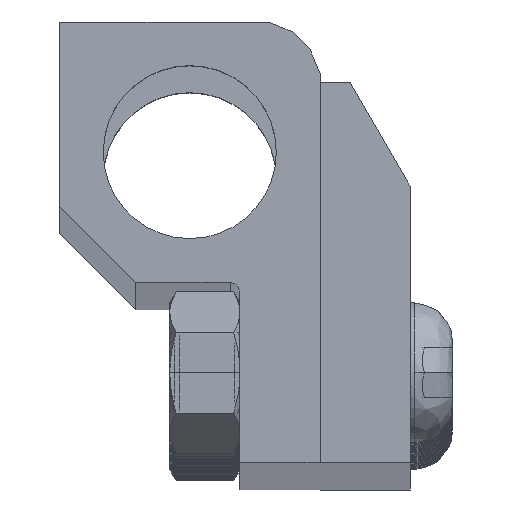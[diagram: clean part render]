
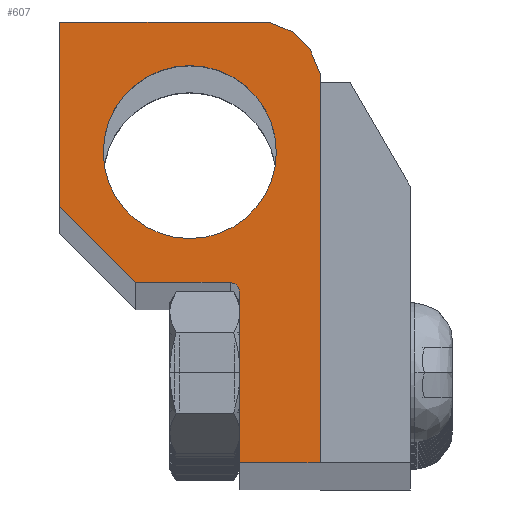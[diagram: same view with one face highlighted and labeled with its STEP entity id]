
A CAD part, top view. The second image highlights one B-rep face of the part: STEP entity #607.
In plain terms, the highlighted planar face has unit normal (0, 0, 1).
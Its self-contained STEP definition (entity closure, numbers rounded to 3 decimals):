
#607=ADVANCED_FACE('',(#2183,#2184),#2185,.F.);
#2183=FACE_OUTER_BOUND('',#7631,.T.);
#2184=FACE_BOUND('',#7632,.T.);
#2185=PLANE('',#7633);
#7631=EDGE_LOOP('',(#14689,#14690,#14691,#14692,#14693,#14694,#14695,#14696,#14697,#14698,#14699));
#7632=EDGE_LOOP('',(#14700,#14701));
#7633=AXIS2_PLACEMENT_3D('',#14702,#14703,#14704);
#14689=ORIENTED_EDGE('',*,*,#23907,.F.);
#14690=ORIENTED_EDGE('',*,*,#23877,.F.);
#14691=ORIENTED_EDGE('',*,*,#23881,.F.);
#14692=ORIENTED_EDGE('',*,*,#23884,.F.);
#14693=ORIENTED_EDGE('',*,*,#23887,.F.);
#14694=ORIENTED_EDGE('',*,*,#23890,.F.);
#14695=ORIENTED_EDGE('',*,*,#23893,.F.);
#14696=ORIENTED_EDGE('',*,*,#23896,.F.);
#14697=ORIENTED_EDGE('',*,*,#23899,.F.);
#14698=ORIENTED_EDGE('',*,*,#23902,.F.);
#14699=ORIENTED_EDGE('',*,*,#23905,.F.);
#14700=ORIENTED_EDGE('',*,*,#23824,.T.);
#14701=ORIENTED_EDGE('',*,*,#23812,.T.);
#14702=CARTESIAN_POINT('',(93.956,417.389,417.853));
#14703=DIRECTION('',(0.0,0.0,-1.0));
#14704=DIRECTION('',(0.0,-1.0,0.0));
#23812=EDGE_CURVE('',#27111,#27108,#27112,.T.);
#23824=EDGE_CURVE('',#27108,#27111,#27131,.T.);
#23877=EDGE_CURVE('',#27185,#27187,#27188,.T.);
#23881=EDGE_CURVE('',#27192,#27185,#27194,.T.);
#23884=EDGE_CURVE('',#27197,#27192,#27199,.T.);
#23887=EDGE_CURVE('',#27202,#27197,#27204,.T.);
#23890=EDGE_CURVE('',#27207,#27202,#27209,.T.);
#23893=EDGE_CURVE('',#27212,#27207,#27214,.T.);
#23896=EDGE_CURVE('',#27217,#27212,#27219,.T.);
#23899=EDGE_CURVE('',#27222,#27217,#27224,.T.);
#23902=EDGE_CURVE('',#27227,#27222,#27229,.T.);
#23905=EDGE_CURVE('',#27232,#27227,#27234,.T.);
#23907=EDGE_CURVE('',#27187,#27232,#27236,.T.);
#27108=VERTEX_POINT('',#32202);
#27111=VERTEX_POINT('',#32206);
#27112=CIRCLE('',#32207,6.858);
#27131=CIRCLE('',#32231,6.858);
#27185=VERTEX_POINT('',#32286);
#27187=VERTEX_POINT('',#32289);
#27188=LINE('',#32290,#32291);
#27192=VERTEX_POINT('',#32297);
#27194=LINE('',#32300,#32301);
#27197=VERTEX_POINT('',#32304);
#27199=CIRCLE('',#32307,0.787);
#27202=VERTEX_POINT('',#32311);
#27204=LINE('',#32314,#32315);
#27207=VERTEX_POINT('',#32319);
#27209=LINE('',#32322,#32323);
#27212=VERTEX_POINT('',#32327);
#27214=LINE('',#32330,#32331);
#27217=VERTEX_POINT('',#32335);
#27219=LINE('',#32338,#32339);
#27222=VERTEX_POINT('',#32343);
#27224=LINE('',#32346,#32347);
#27227=VERTEX_POINT('',#32351);
#27229=LINE('',#32354,#32355);
#27232=VERTEX_POINT('',#32359);
#27234=LINE('',#32362,#32363);
#27236=LINE('',#32366,#32367);
#32202=CARTESIAN_POINT('',(84.965,422.772,417.853));
#32206=CARTESIAN_POINT('',(98.681,422.772,417.853));
#32207=AXIS2_PLACEMENT_3D('',#45858,#45859,#45860);
#32231=AXIS2_PLACEMENT_3D('',#45879,#45880,#45881);
#32286=CARTESIAN_POINT('',(87.557,412.447,417.853));
#32289=CARTESIAN_POINT('',(81.511,418.493,417.853));
#32290=CARTESIAN_POINT('',(87.557,412.447,417.853));
#32291=VECTOR('',#46034,8.551);
#32297=CARTESIAN_POINT('',(95.016,412.447,417.853));
#32300=CARTESIAN_POINT('',(95.016,412.447,417.853));
#32301=VECTOR('',#46038,7.459);
#32304=CARTESIAN_POINT('',(95.803,411.66,417.853));
#32307=AXIS2_PLACEMENT_3D('',#46043,#46044,#46045);
#32311=CARTESIAN_POINT('',(95.803,398.16,417.853));
#32314=CARTESIAN_POINT('',(95.803,398.16,417.853));
#32315=VECTOR('',#46048,13.5);
#32319=CARTESIAN_POINT('',(102.148,398.16,417.853));
#32322=CARTESIAN_POINT('',(102.148,398.16,417.853));
#32323=VECTOR('',#46051,6.345);
#32327=CARTESIAN_POINT('',(102.148,429.011,417.853));
#32330=CARTESIAN_POINT('',(102.148,429.011,417.853));
#32331=VECTOR('',#46054,30.851);
#32335=CARTESIAN_POINT('',(101.378,430.87,417.853));
#32338=CARTESIAN_POINT('',(101.378,430.87,417.853));
#32339=VECTOR('',#46057,2.013);
#32343=CARTESIAN_POINT('',(99.941,432.307,417.853));
#32346=CARTESIAN_POINT('',(99.941,432.307,417.853));
#32347=VECTOR('',#46060,2.032);
#32351=CARTESIAN_POINT('',(98.064,433.085,417.853));
#32354=CARTESIAN_POINT('',(98.064,433.085,417.853));
#32355=VECTOR('',#46063,2.032);
#32359=CARTESIAN_POINT('',(81.511,433.085,417.853));
#32362=CARTESIAN_POINT('',(81.511,433.085,417.853));
#32363=VECTOR('',#46066,16.553);
#32366=CARTESIAN_POINT('',(81.511,418.493,417.853));
#32367=VECTOR('',#46068,14.591);
#45858=CARTESIAN_POINT('',(91.823,422.772,417.853));
#45859=DIRECTION('',(0.0,0.0,-1.0));
#45860=DIRECTION('',(-1.0,0.0,0.0));
#45879=CARTESIAN_POINT('',(91.823,422.772,417.853));
#45880=DIRECTION('',(0.0,0.0,-1.0));
#45881=DIRECTION('',(-1.0,0.0,0.0));
#46034=DIRECTION('',(-0.707,0.707,0.));
#46038=DIRECTION('',(-1.0,0.0,0.0));
#46043=CARTESIAN_POINT('',(95.016,411.66,417.853));
#46044=DIRECTION('',(0.0,0.0,1.0));
#46045=DIRECTION('',(0.0,-1.0,0.0));
#46048=DIRECTION('',(0.0,1.0,0.0));
#46051=DIRECTION('',(-1.0,0.0,0.0));
#46054=DIRECTION('',(0.0,-1.0,0.0));
#46057=DIRECTION('',(0.383,-0.924,0.0));
#46060=DIRECTION('',(0.707,-0.707,0.0));
#46063=DIRECTION('',(0.924,-0.383,0.0));
#46066=DIRECTION('',(1.0,0.0,0.0));
#46068=DIRECTION('',(0.0,1.0,0.0));
